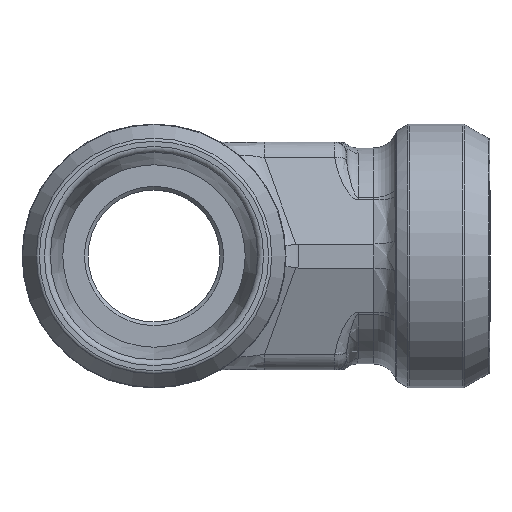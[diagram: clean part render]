
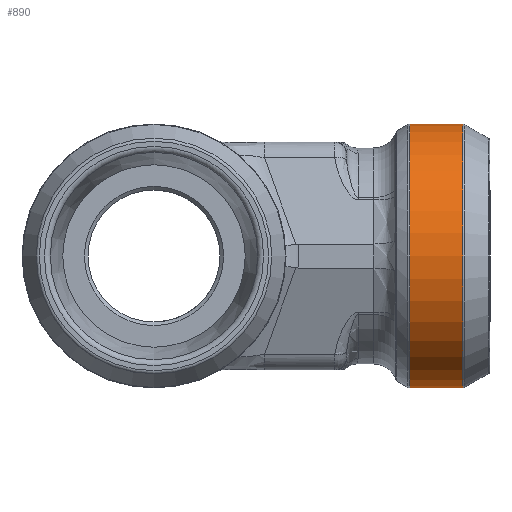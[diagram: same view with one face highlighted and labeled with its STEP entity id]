
A CAD part, left-side view. The second image highlights one B-rep face of the part: STEP entity #890.
In plain terms, the highlighted cylindrical face has radius 11 mm (diameter 22 mm), a full revolution.
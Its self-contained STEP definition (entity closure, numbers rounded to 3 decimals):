
#321=CYLINDRICAL_SURFACE('',#5377,11.);
#890=ADVANCED_FACE('',(#1508,#1509),#321,.T.);
#1190=CIRCLE('',#5375,11.);
#1191=CIRCLE('',#5376,11.);
#1508=FACE_BOUND('',#1871,.T.);
#1509=FACE_BOUND('',#1872,.T.);
#1871=EDGE_LOOP('',(#3266));
#1872=EDGE_LOOP('',(#3267));
#3266=ORIENTED_EDGE('',*,*,#4432,.T.);
#3267=ORIENTED_EDGE('',*,*,#4433,.T.);
#3734=VERTEX_POINT('',#11613);
#3735=VERTEX_POINT('',#11615);
#4432=EDGE_CURVE('',#3734,#3734,#1190,.T.);
#4433=EDGE_CURVE('',#3735,#3735,#1191,.T.);
#5375=AXIS2_PLACEMENT_3D('',#11612,#6486,#6487);
#5376=AXIS2_PLACEMENT_3D('',#11614,#6488,#6489);
#5377=AXIS2_PLACEMENT_3D('',#11616,#6490,#6491);
#6486=DIRECTION('',(0.,-1.,0.));
#6487=DIRECTION('',(-1.,0.,0.));
#6488=DIRECTION('',(0.,1.,0.));
#6489=DIRECTION('',(-1.,0.,0.));
#6490=DIRECTION('',(0.,1.,0.));
#6491=DIRECTION('',(-1.,0.,0.));
#11612=CARTESIAN_POINT('',(0.,-21.309,0.));
#11613=CARTESIAN_POINT('',(-11.,-21.309,0.));
#11614=CARTESIAN_POINT('',(0.,-25.72,0.));
#11615=CARTESIAN_POINT('',(-11.,-25.72,0.));
#11616=CARTESIAN_POINT('',(0.,-28.,0.));
